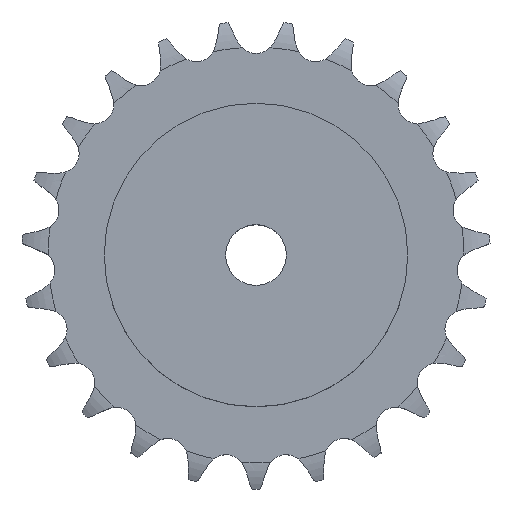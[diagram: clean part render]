
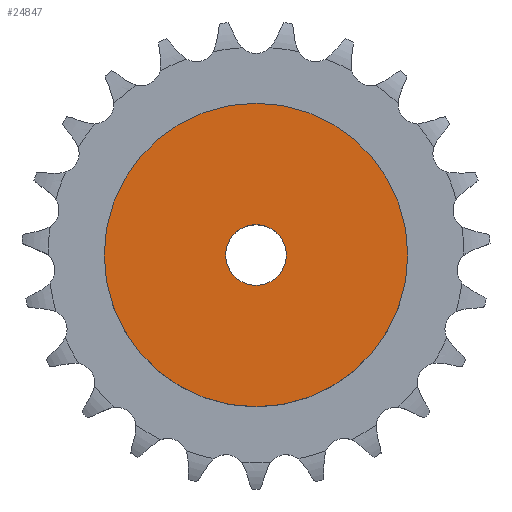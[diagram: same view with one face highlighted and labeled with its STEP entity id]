
A CAD part, top view. The second image highlights one B-rep face of the part: STEP entity #24847.
In plain terms, the highlighted planar face has unit normal (0, 0, 1).
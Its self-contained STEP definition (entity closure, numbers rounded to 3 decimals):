
#3207 = CYLINDRICAL_SURFACE('',#3208,40.);
#3208 = AXIS2_PLACEMENT_3D('',#3209,#3210,#3211);
#3209 = CARTESIAN_POINT('',(0.,0.,0.));
#3210 = DIRECTION('',(-0.,-0.,-1.));
#3211 = DIRECTION('',(1.,0.,0.));
#15712 = VERTEX_POINT('',#15713);
#15713 = CARTESIAN_POINT('',(40.,0.,30.));
#15734 = EDGE_CURVE('',#15712,#15712,#15735,.T.);
#15735 = SURFACE_CURVE('',#15736,(#15741,#15748),.PCURVE_S1.);
#15736 = CIRCLE('',#15737,40.);
#15737 = AXIS2_PLACEMENT_3D('',#15738,#15739,#15740);
#15738 = CARTESIAN_POINT('',(0.,0.,30.));
#15739 = DIRECTION('',(0.,0.,1.));
#15740 = DIRECTION('',(1.,0.,0.));
#15741 = PCURVE('',#3207,#15742);
#15742 = DEFINITIONAL_REPRESENTATION('',(#15743),#15747);
#15743 = LINE('',#15744,#15745);
#15744 = CARTESIAN_POINT('',(-0.,-30.));
#15745 = VECTOR('',#15746,1.);
#15746 = DIRECTION('',(-1.,0.));
#15747 = ( GEOMETRIC_REPRESENTATION_CONTEXT(2) 
PARAMETRIC_REPRESENTATION_CONTEXT() REPRESENTATION_CONTEXT('2D SPACE',''
  ) );
#15748 = PCURVE('',#15749,#15754);
#15749 = PLANE('',#15750);
#15750 = AXIS2_PLACEMENT_3D('',#15751,#15752,#15753);
#15751 = CARTESIAN_POINT('',(0.,0.,30.)
  );
#15752 = DIRECTION('',(0.,0.,1.));
#15753 = DIRECTION('',(1.,0.,0.));
#15754 = DEFINITIONAL_REPRESENTATION('',(#15755),#15759);
#15755 = CIRCLE('',#15756,40.);
#15756 = AXIS2_PLACEMENT_2D('',#15757,#15758);
#15757 = CARTESIAN_POINT('',(0.,0.));
#15758 = DIRECTION('',(1.,0.));
#15759 = ( GEOMETRIC_REPRESENTATION_CONTEXT(2) 
PARAMETRIC_REPRESENTATION_CONTEXT() REPRESENTATION_CONTEXT('2D SPACE',''
  ) );
#21118 = CYLINDRICAL_SURFACE('',#21119,8.);
#21119 = AXIS2_PLACEMENT_3D('',#21120,#21121,#21122);
#21120 = CARTESIAN_POINT('',(0.,0.,191.699));
#21121 = DIRECTION('',(0.,0.,1.));
#21122 = DIRECTION('',(1.,0.,0.));
#24847 = ADVANCED_FACE('',(#24848,#24851),#15749,.T.);
#24848 = FACE_BOUND('',#24849,.T.);
#24849 = EDGE_LOOP('',(#24850));
#24850 = ORIENTED_EDGE('',*,*,#15734,.T.);
#24851 = FACE_BOUND('',#24852,.T.);
#24852 = EDGE_LOOP('',(#24853));
#24853 = ORIENTED_EDGE('',*,*,#24854,.F.);
#24854 = EDGE_CURVE('',#24855,#24855,#24857,.T.);
#24855 = VERTEX_POINT('',#24856);
#24856 = CARTESIAN_POINT('',(8.,0.,30.));
#24857 = SURFACE_CURVE('',#24858,(#24863,#24870),.PCURVE_S1.);
#24858 = CIRCLE('',#24859,8.);
#24859 = AXIS2_PLACEMENT_3D('',#24860,#24861,#24862);
#24860 = CARTESIAN_POINT('',(0.,0.,30.));
#24861 = DIRECTION('',(0.,0.,1.));
#24862 = DIRECTION('',(1.,0.,0.));
#24863 = PCURVE('',#15749,#24864);
#24864 = DEFINITIONAL_REPRESENTATION('',(#24865),#24869);
#24865 = CIRCLE('',#24866,8.);
#24866 = AXIS2_PLACEMENT_2D('',#24867,#24868);
#24867 = CARTESIAN_POINT('',(0.,0.));
#24868 = DIRECTION('',(1.,0.));
#24869 = ( GEOMETRIC_REPRESENTATION_CONTEXT(2) 
PARAMETRIC_REPRESENTATION_CONTEXT() REPRESENTATION_CONTEXT('2D SPACE',''
  ) );
#24870 = PCURVE('',#21118,#24871);
#24871 = DEFINITIONAL_REPRESENTATION('',(#24872),#24876);
#24872 = LINE('',#24873,#24874);
#24873 = CARTESIAN_POINT('',(0.,-161.699));
#24874 = VECTOR('',#24875,1.);
#24875 = DIRECTION('',(1.,0.));
#24876 = ( GEOMETRIC_REPRESENTATION_CONTEXT(2) 
PARAMETRIC_REPRESENTATION_CONTEXT() REPRESENTATION_CONTEXT('2D SPACE',''
  ) );
